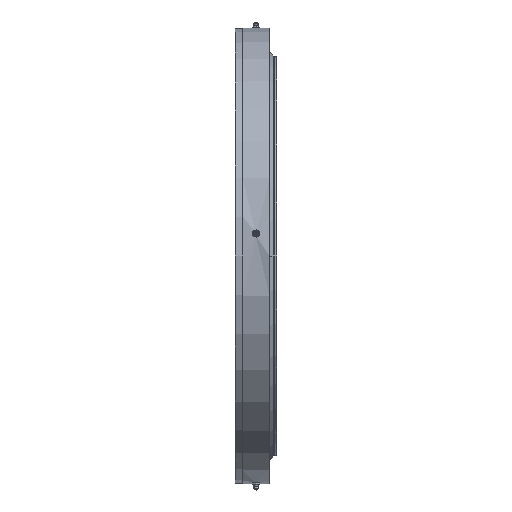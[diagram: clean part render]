
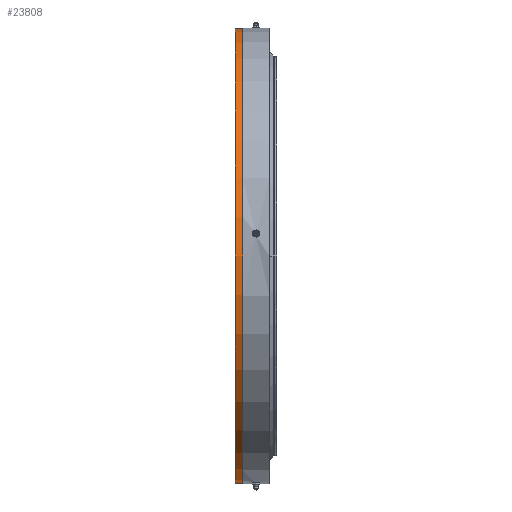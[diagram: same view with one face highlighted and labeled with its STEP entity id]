
A CAD part, left-side view. The second image highlights one B-rep face of the part: STEP entity #23808.
In plain terms, the highlighted cylindrical face has radius 307 mm (diameter 614 mm), a partial arc.
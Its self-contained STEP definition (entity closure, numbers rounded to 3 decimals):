
#410 = VERTEX_POINT ( 'NONE', #25400 ) ;
#420 = AXIS2_PLACEMENT_3D ( 'NONE', #5793, #9219, #8834 ) ;
#1399 = EDGE_CURVE ( 'NONE', #410, #1835, #19295, .T. ) ;
#1740 = VERTEX_POINT ( 'NONE', #15324 ) ;
#1835 = VERTEX_POINT ( 'NONE', #23281 ) ;
#2039 = CARTESIAN_POINT ( 'NONE',  ( 0., -61.11, 0. ) ) ;
#2549 = AXIS2_PLACEMENT_3D ( 'NONE', #2039, #13806, #5956 ) ;
#4070 = ORIENTED_EDGE ( 'NONE', *, *, #10912, .F. ) ;
#5670 = DIRECTION ( 'NONE',  ( 0., 0., 1. ) ) ;
#5734 = CARTESIAN_POINT ( 'NONE',  ( 0., 18., 0. ) ) ;
#5757 = DIRECTION ( 'NONE',  ( 0., -1., 0. ) ) ;
#5793 = CARTESIAN_POINT ( 'NONE',  ( 0., 28., 0. ) ) ;
#5956 = DIRECTION ( 'NONE',  ( 0., 0., 1. ) ) ;
#6247 = CYLINDRICAL_SURFACE ( 'NONE', #2549, 307. ) ;
#6844 = LINE ( 'NONE', #6998, #22373 ) ;
#6940 = DIRECTION ( 'NONE',  ( 0., -1., 0. ) ) ;
#6998 = CARTESIAN_POINT ( 'NONE',  ( 0., -61.11, -307. ) ) ;
#8392 = CARTESIAN_POINT ( 'NONE',  ( 0., -61.11, 307. ) ) ;
#8834 = DIRECTION ( 'NONE',  ( 0., 0., 1. ) ) ;
#9150 = ORIENTED_EDGE ( 'NONE', *, *, #20575, .F. ) ;
#9219 = DIRECTION ( 'NONE',  ( 0., 1., 0. ) ) ;
#10912 = EDGE_CURVE ( 'NONE', #12918, #1740, #21981, .T. ) ;
#12323 = FACE_OUTER_BOUND ( 'NONE', #19548, .T. ) ;
#12918 = VERTEX_POINT ( 'NONE', #14763 ) ;
#13806 = DIRECTION ( 'NONE',  ( 0., -1., 0. ) ) ;
#14054 = AXIS2_PLACEMENT_3D ( 'NONE', #5734, #5757, #5670 ) ;
#14763 = CARTESIAN_POINT ( 'NONE',  ( 0., 18., 307. ) ) ;
#15324 = CARTESIAN_POINT ( 'NONE',  ( 0., 18., -307. ) ) ;
#16600 = EDGE_CURVE ( 'NONE', #410, #1740, #6844, .T. ) ;
#18815 = DIRECTION ( 'NONE',  ( 0., -1., 0. ) ) ;
#19295 = CIRCLE ( 'NONE', #420, 307. ) ;
#19548 = EDGE_LOOP ( 'NONE', ( #22620, #22243, #4070, #9150 ) ) ;
#20575 = EDGE_CURVE ( 'NONE', #1835, #12918, #25965, .T. ) ;
#20662 = VECTOR ( 'NONE', #18815, 1000. ) ;
#21981 = CIRCLE ( 'NONE', #14054, 307. ) ;
#22243 = ORIENTED_EDGE ( 'NONE', *, *, #16600, .T. ) ;
#22373 = VECTOR ( 'NONE', #6940, 1000. ) ;
#22620 = ORIENTED_EDGE ( 'NONE', *, *, #1399, .F. ) ;
#23281 = CARTESIAN_POINT ( 'NONE',  ( 0., 28., 307. ) ) ;
#23808 = ADVANCED_FACE ( 'NONE', ( #12323 ), #6247, .T. ) ;
#25400 = CARTESIAN_POINT ( 'NONE',  ( 0., 28., -307. ) ) ;
#25965 = LINE ( 'NONE', #8392, #20662 ) ;
